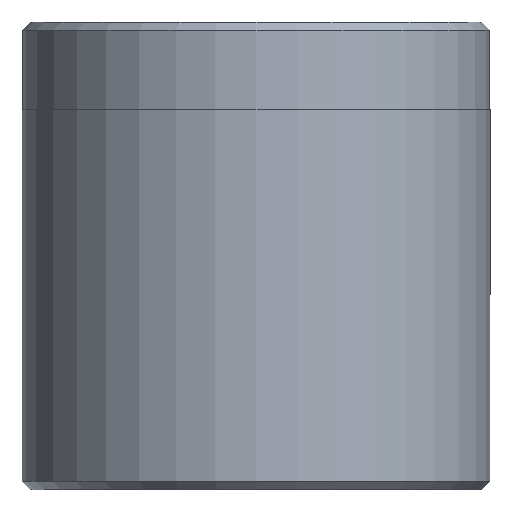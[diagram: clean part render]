
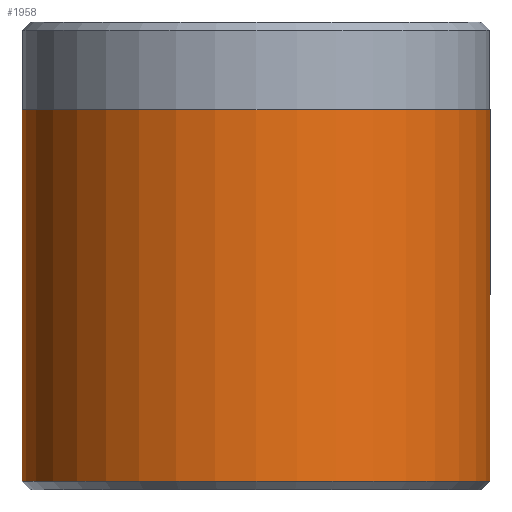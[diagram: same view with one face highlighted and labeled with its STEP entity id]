
A CAD part, front view. The second image highlights one B-rep face of the part: STEP entity #1958.
In plain terms, the highlighted cylindrical face has radius 8 mm (diameter 16 mm), a partial arc.
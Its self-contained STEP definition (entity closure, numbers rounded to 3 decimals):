
#44 = CARTESIAN_POINT ( 'NONE',  ( -8., 0., 13. ) ) ;
#350 = ORIENTED_EDGE ( 'NONE', *, *, #1470, .T. ) ;
#352 = EDGE_LOOP ( 'NONE', ( #466, #1085, #350, #530 ) ) ;
#363 = CIRCLE ( 'NONE', #1530, 8. ) ;
#384 = CIRCLE ( 'NONE', #1881, 8. ) ;
#466 = ORIENTED_EDGE ( 'NONE', *, *, #1865, .F. ) ;
#489 = DIRECTION ( 'NONE',  ( 0., 0., -1. ) ) ;
#525 = FACE_OUTER_BOUND ( 'NONE', #352, .T. ) ;
#530 = ORIENTED_EDGE ( 'NONE', *, *, #843, .T. ) ;
#623 = EDGE_CURVE ( 'NONE', #810, #2018, #384, .T. ) ;
#691 = AXIS2_PLACEMENT_3D ( 'NONE', #1302, #489, #1327 ) ;
#810 = VERTEX_POINT ( 'NONE', #44 ) ;
#843 = EDGE_CURVE ( 'NONE', #886, #1153, #363, .T. ) ;
#886 = VERTEX_POINT ( 'NONE', #1260 ) ;
#947 = CARTESIAN_POINT ( 'NONE',  ( 8., 0., 0.3 ) ) ;
#1076 = VECTOR ( 'NONE', #1462, 1000. ) ;
#1085 = ORIENTED_EDGE ( 'NONE', *, *, #623, .F. ) ;
#1153 = VERTEX_POINT ( 'NONE', #947 ) ;
#1164 = VECTOR ( 'NONE', #1599, 1000. ) ;
#1260 = CARTESIAN_POINT ( 'NONE',  ( -8., 0., 0.3 ) ) ;
#1302 = CARTESIAN_POINT ( 'NONE',  ( 0., 0., 16. ) ) ;
#1327 = DIRECTION ( 'NONE',  ( -1., 0., 0. ) ) ;
#1357 = CYLINDRICAL_SURFACE ( 'NONE', #691, 8. ) ;
#1462 = DIRECTION ( 'NONE',  ( 0., 0., -1. ) ) ;
#1466 = LINE ( 'NONE', #1472, #1076 ) ;
#1470 = EDGE_CURVE ( 'NONE', #810, #886, #1575, .T. ) ;
#1472 = CARTESIAN_POINT ( 'NONE',  ( 8., 0., 16. ) ) ;
#1530 = AXIS2_PLACEMENT_3D ( 'NONE', #1817, #1823, #1840 ) ;
#1575 = LINE ( 'NONE', #1588, #1164 ) ;
#1588 = CARTESIAN_POINT ( 'NONE',  ( -8., 0., 16. ) ) ;
#1599 = DIRECTION ( 'NONE',  ( 0., 0., -1. ) ) ;
#1817 = CARTESIAN_POINT ( 'NONE',  ( 0., 0., 0.3 ) ) ;
#1823 = DIRECTION ( 'NONE',  ( 0., 0., 1. ) ) ;
#1840 = DIRECTION ( 'NONE',  ( 1., 0., 0. ) ) ;
#1865 = EDGE_CURVE ( 'NONE', #2018, #1153, #1466, .T. ) ;
#1868 = CARTESIAN_POINT ( 'NONE',  ( 0., 0., 13. ) ) ;
#1873 = DIRECTION ( 'NONE',  ( 0., 0., 1. ) ) ;
#1879 = DIRECTION ( 'NONE',  ( 1., 0., 0. ) ) ;
#1881 = AXIS2_PLACEMENT_3D ( 'NONE', #1868, #1873, #1879 ) ;
#1927 = CARTESIAN_POINT ( 'NONE',  ( 8., 0., 13. ) ) ;
#1958 = ADVANCED_FACE ( 'NONE', ( #525 ), #1357, .T. ) ;
#2018 = VERTEX_POINT ( 'NONE', #1927 ) ;
